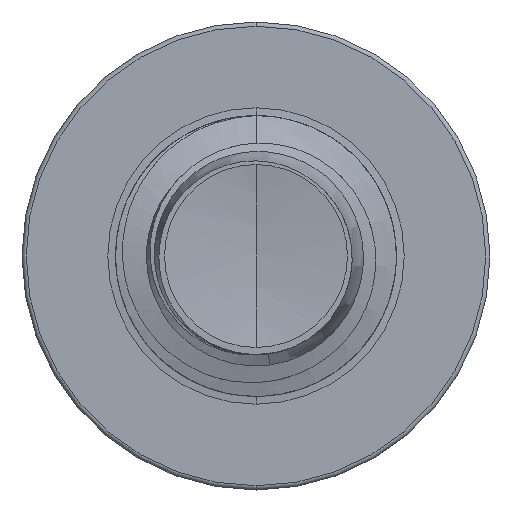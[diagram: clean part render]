
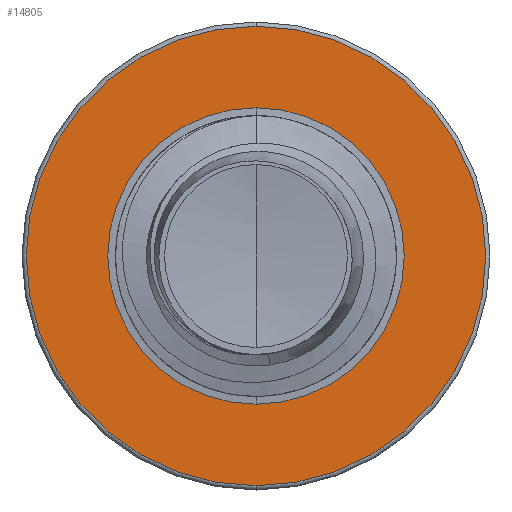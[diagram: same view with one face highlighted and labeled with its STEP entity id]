
A CAD part, front view. The second image highlights one B-rep face of the part: STEP entity #14805.
In plain terms, the highlighted planar face has unit normal (0, -1, 0).
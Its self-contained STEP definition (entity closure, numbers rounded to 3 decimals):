
#2896 = VERTEX_POINT ( 'NONE', #11371 ) ;
#3324 = AXIS2_PLACEMENT_3D ( 'NONE', #32405, #6611, #26729 ) ;
#3414 = EDGE_LOOP ( 'NONE', ( #9625, #29444 ) ) ;
#4547 = AXIS2_PLACEMENT_3D ( 'NONE', #7175, #27299, #10113 ) ;
#5025 = CARTESIAN_POINT ( 'NONE',  ( 0., 17.5, -3.682 ) ) ;
#5795 = CIRCLE ( 'NONE', #33254, 2.375 ) ;
#6611 = DIRECTION ( 'NONE',  ( 0., 1., 0. ) ) ;
#7003 = CIRCLE ( 'NONE', #25016, 2.375 ) ;
#7175 = CARTESIAN_POINT ( 'NONE',  ( 0., 17.5, 0. ) ) ;
#7673 = DIRECTION ( 'NONE',  ( 0., 1., 0. ) ) ;
#9473 = ORIENTED_EDGE ( 'NONE', *, *, #31658, .F. ) ;
#9597 = VERTEX_POINT ( 'NONE', #5025 ) ;
#9625 = ORIENTED_EDGE ( 'NONE', *, *, #23510, .T. ) ;
#10113 = DIRECTION ( 'NONE',  ( 0., 0., 1. ) ) ;
#10260 = EDGE_CURVE ( 'NONE', #13019, #23200, #5795, .T. ) ;
#11104 = CIRCLE ( 'NONE', #27924, 3.683 ) ;
#11371 = CARTESIAN_POINT ( 'NONE',  ( 0., 17.5, 3.683 ) ) ;
#11665 = FACE_BOUND ( 'NONE', #3414, .T. ) ;
#12204 = DIRECTION ( 'NONE',  ( 0., 1., 0. ) ) ;
#13019 = VERTEX_POINT ( 'NONE', #26071 ) ;
#14749 = CARTESIAN_POINT ( 'NONE',  ( 0., 17.5, 0. ) ) ;
#14805 = ADVANCED_FACE ( 'NONE', ( #18406, #11665 ), #15238, .F. ) ;
#15238 = PLANE ( 'NONE',  #3324 ) ;
#17630 = DIRECTION ( 'NONE',  ( 0., 0., 1. ) ) ;
#18406 = FACE_OUTER_BOUND ( 'NONE', #36451, .T. ) ;
#23200 = VERTEX_POINT ( 'NONE', #34655 ) ;
#23510 = EDGE_CURVE ( 'NONE', #23200, #13019, #7003, .T. ) ;
#24913 = CARTESIAN_POINT ( 'NONE',  ( 0., 17.5, 0. ) ) ;
#25016 = AXIS2_PLACEMENT_3D ( 'NONE', #14749, #34800, #17630 ) ;
#26071 = CARTESIAN_POINT ( 'NONE',  ( 0., 17.5, -2.375 ) ) ;
#26729 = DIRECTION ( 'NONE',  ( 0., 0., 1. ) ) ;
#27276 = ORIENTED_EDGE ( 'NONE', *, *, #28578, .F. ) ;
#27299 = DIRECTION ( 'NONE',  ( 0., 1., 0. ) ) ;
#27792 = DIRECTION ( 'NONE',  ( 0., 0., 1. ) ) ;
#27924 = AXIS2_PLACEMENT_3D ( 'NONE', #24913, #7673, #27792 ) ;
#28578 = EDGE_CURVE ( 'NONE', #9597, #2896, #11104, .T. ) ;
#29376 = CARTESIAN_POINT ( 'NONE',  ( 0., 17.5, 0. ) ) ;
#29444 = ORIENTED_EDGE ( 'NONE', *, *, #10260, .T. ) ;
#31658 = EDGE_CURVE ( 'NONE', #2896, #9597, #34843, .T. ) ;
#32270 = DIRECTION ( 'NONE',  ( 0., 0., 1. ) ) ;
#32405 = CARTESIAN_POINT ( 'NONE',  ( 0., 17.5, -2.375 ) ) ;
#33254 = AXIS2_PLACEMENT_3D ( 'NONE', #29376, #12204, #32270 ) ;
#34655 = CARTESIAN_POINT ( 'NONE',  ( 0., 17.5, 2.375 ) ) ;
#34800 = DIRECTION ( 'NONE',  ( 0., 1., 0. ) ) ;
#34843 = CIRCLE ( 'NONE', #4547, 3.683 ) ;
#36451 = EDGE_LOOP ( 'NONE', ( #9473, #27276 ) ) ;
